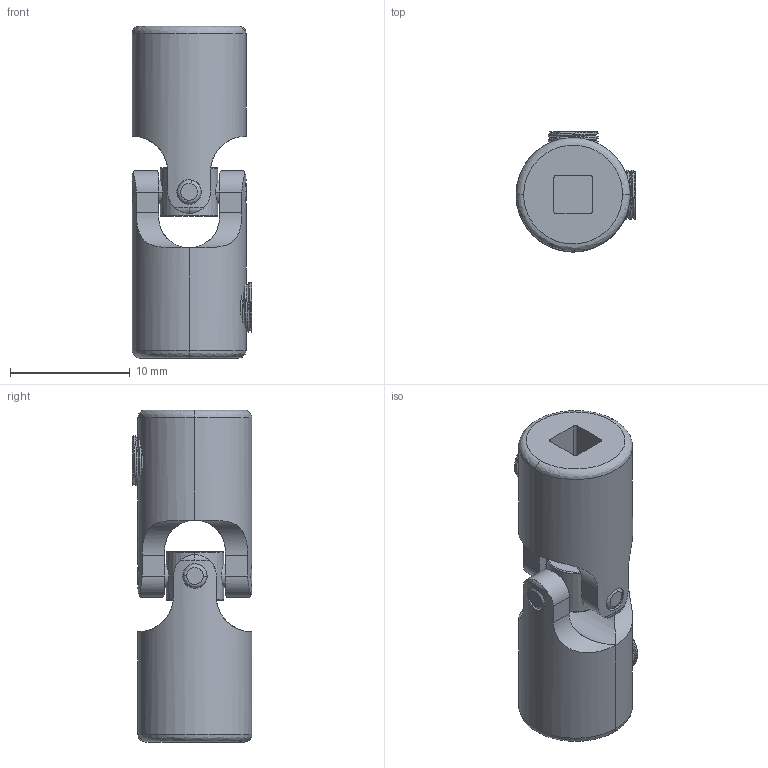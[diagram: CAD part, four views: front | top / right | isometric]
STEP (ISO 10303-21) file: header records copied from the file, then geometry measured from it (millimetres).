
FILE_DESCRIPTION (( 'STEP AP214' ), '1' );
FILE_NAME ('276-2045-020 Rev2.STEP', '2015-09-21T18:51:43', ( 'svradm' ), ( '' ), 'SwSTEP 2.0', 'SolidWorks 2015', '' );
FILE_SCHEMA (( 'AUTOMOTIVE_DESIGN' ));
Length unit declared in the file: inch
Products named in the file (5): 276-2045-002-002 Rev2; 276-2045-002-003 Rev1; 276-2045-002-004 Rev1; 276-2045-020 Rev2; 276-2045-002-001 Rev1
Assembly tree (7 placements, depth 2):
  276-2045-020 Rev2
    276-2045-002-001 Rev1  x2
    276-2045-002-003 Rev1  x2
    276-2045-002-002 Rev2
    276-2045-002-004 Rev1  x2
Bounding box: 10.01 x 10.01 x 27.75 mm (x, y, z)
Volume: 1470.2 mm3; surface area: 1796.6 mm2
Topology: 7 solids, 7 shells, 194 faces, 524 edges, 342 vertices
Faces by surface type: cylinder 96, plane 56, bspline 38, torus 4
Entity records: 8062 total; most frequent: CARTESIAN_POINT 5390, ORIENTED_EDGE 568, DIRECTION 442, EDGE_CURVE 284, VERTEX_POINT 184, AXIS2_PLACEMENT_3D 167, EDGE_LOOP 114, VECTOR 108
